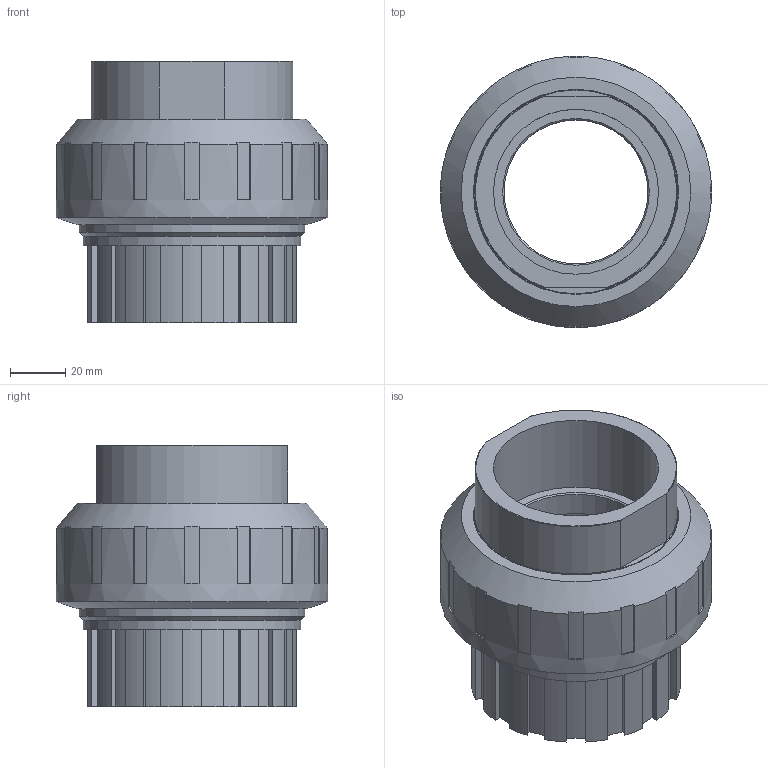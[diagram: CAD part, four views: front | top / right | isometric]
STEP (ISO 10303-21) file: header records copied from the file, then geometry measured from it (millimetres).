
FILE_DESCRIPTION(/* description */ ('Union Bush for EFV, F/BIV, d = 63 mm'),/* implementation_level */ '2;1');
FILE_NAME(/* name */ 'BIFOV063200E.iam.stp',/* time_stamp */ '2013-10-01T14:58:56+02:00',/* author */ ('TraceParts'),/* organization */ ('TraceParts S.A.'),/* preprocessor_version */ 'ST-DEVELOPER v15.2',/* originating_system */ 'Autodesk Inventor 2014',/* authorisation */ '');
FILE_SCHEMA (('AUTOMOTIVE_DESIGN { 1 0 10303 214 3 1 1 }'));
Length unit declared in the file: millimetre
Products named in the file (4): FBIV063; QBFO200; EFV234; BIFOV063200E
Bounding box: 98 x 98 x 94.5 mm (x, y, z)
Volume: 258070.4 mm3; surface area: 80530.1 mm2
Topology: 3 solids, 3 shells, 170 faces, 461 edges, 305 vertices
Faces by surface type: plane 96, cylinder 64, cone 6, torus 4
Full cylindrical faces by diameter (mm): 52 x2, 56.3 x1, 59.614 x1, 63 x1, 69.5 x1, 74 x1, 74.1 x1, 78.4 x1, 78.576 x1, 78.579 x1, 81.534 x1, 83 x1, 98 x1
Entity records: 5361 total; most frequent: CARTESIAN_POINT 1013, DIRECTION 920, ORIENTED_EDGE 870, EDGE_CURVE 435, AXIS2_PLACEMENT_3D 344, VERTEX_POINT 301, LINE 232, VECTOR 232
